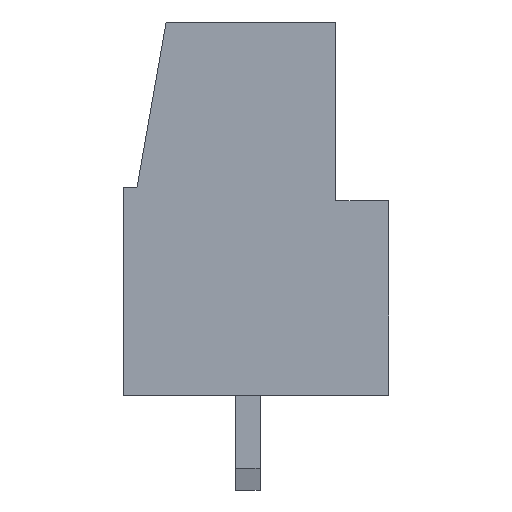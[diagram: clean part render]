
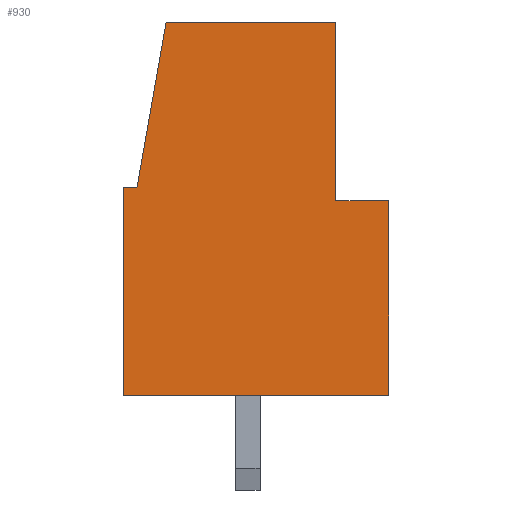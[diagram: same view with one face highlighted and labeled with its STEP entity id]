
A CAD part, left-side view. The second image highlights one B-rep face of the part: STEP entity #930.
In plain terms, the highlighted planar face has unit normal (-1, 0, 0).
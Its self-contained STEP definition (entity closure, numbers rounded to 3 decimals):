
#930 = ADVANCED_FACE( '', ( #1941 ), #1942, .T. );
#1941 = FACE_OUTER_BOUND( '', #3019, .T. );
#1942 = PLANE( '', #3020 );
#3019 = EDGE_LOOP( '', ( #5608, #5609, #5610, #5611, #5612, #5613, #5614, #5615 ) );
#3020 = AXIS2_PLACEMENT_3D( '', #5616, #5617, #5618 );
#5608 = ORIENTED_EDGE( '', *, *, #7496, .T. );
#5609 = ORIENTED_EDGE( '', *, *, #7007, .T. );
#5610 = ORIENTED_EDGE( '', *, *, #6572, .F. );
#5611 = ORIENTED_EDGE( '', *, *, #7115, .T. );
#5612 = ORIENTED_EDGE( '', *, *, #7497, .T. );
#5613 = ORIENTED_EDGE( '', *, *, #7498, .T. );
#5614 = ORIENTED_EDGE( '', *, *, #7499, .T. );
#5615 = ORIENTED_EDGE( '', *, *, #6914, .T. );
#5616 = CARTESIAN_POINT( '', ( -2.5, 0., 0. ) );
#5617 = DIRECTION( '', ( -1., 0., 0. ) );
#5618 = DIRECTION( '', ( 0., 0., 1. ) );
#6572 = EDGE_CURVE( '', #7915, #7917, #7918, .T. );
#6914 = EDGE_CURVE( '', #8492, #8490, #8493, .T. );
#7007 = EDGE_CURVE( '', #8639, #7917, #8640, .T. );
#7115 = EDGE_CURVE( '', #7915, #8795, #8797, .T. );
#7496 = EDGE_CURVE( '', #8490, #8639, #9282, .T. );
#7497 = EDGE_CURVE( '', #8795, #9283, #9284, .T. );
#7498 = EDGE_CURVE( '', #9283, #9285, #9286, .T. );
#7499 = EDGE_CURVE( '', #9285, #8492, #9287, .T. );
#7915 = VERTEX_POINT( '', #9834 );
#7917 = VERTEX_POINT( '', #9837 );
#7918 = LINE( '', #9838, #9839 );
#8490 = VERTEX_POINT( '', #10666 );
#8492 = VERTEX_POINT( '', #10669 );
#8493 = LINE( '', #10670, #10671 );
#8639 = VERTEX_POINT( '', #10883 );
#8640 = LINE( '', #10884, #10885 );
#8795 = VERTEX_POINT( '', #11122 );
#8797 = LINE( '', #11125, #11126 );
#9282 = LINE( '', #11848, #11849 );
#9283 = VERTEX_POINT( '', #11850 );
#9284 = LINE( '', #11851, #11852 );
#9285 = VERTEX_POINT( '', #11853 );
#9286 = LINE( '', #11854, #11855 );
#9287 = LINE( '', #11856, #11857 );
#9834 = CARTESIAN_POINT( '', ( -2.5, -7.85, 7.2 ) );
#9837 = CARTESIAN_POINT( '', ( -2.5, -9.8, 7.2 ) );
#9838 = CARTESIAN_POINT( '', ( -2.5, -7.85, 7.2 ) );
#9839 = VECTOR( '', #12189, 1000. );
#10666 = CARTESIAN_POINT( '', ( -2.5, 0., 0. ) );
#10669 = CARTESIAN_POINT( '', ( -2.5, 0., 7.7 ) );
#10670 = CARTESIAN_POINT( '', ( -2.5, 0., 7.7 ) );
#10671 = VECTOR( '', #12512, 1000. );
#10883 = CARTESIAN_POINT( '', ( -2.5, -9.8, 0. ) );
#10884 = CARTESIAN_POINT( '', ( -2.5, -9.8, 0. ) );
#10885 = VECTOR( '', #12597, 1000. );
#11122 = CARTESIAN_POINT( '', ( -2.5, -7.85, 13.8 ) );
#11125 = CARTESIAN_POINT( '', ( -2.5, -7.85, 7.2 ) );
#11126 = VECTOR( '', #12684, 1000. );
#11848 = CARTESIAN_POINT( '', ( -2.5, 0., 0. ) );
#11849 = VECTOR( '', #12976, 1000. );
#11850 = CARTESIAN_POINT( '', ( -2.5, -1.576, 13.8 ) );
#11851 = CARTESIAN_POINT( '', ( -2.5, -7.85, 13.8 ) );
#11852 = VECTOR( '', #12977, 1000. );
#11853 = CARTESIAN_POINT( '', ( -2.5, -0.5, 7.7 ) );
#11854 = CARTESIAN_POINT( '', ( -2.5, -1.576, 13.8 ) );
#11855 = VECTOR( '', #12978, 1000. );
#11856 = CARTESIAN_POINT( '', ( -2.5, -0.5, 7.7 ) );
#11857 = VECTOR( '', #12979, 1000. );
#12189 = DIRECTION( '', ( 0., -1., 0. ) );
#12512 = DIRECTION( '', ( 0., 0., -1. ) );
#12597 = DIRECTION( '', ( 0., 0., 1. ) );
#12684 = DIRECTION( '', ( 0., 0., 1. ) );
#12976 = DIRECTION( '', ( 0., -1., 0. ) );
#12977 = DIRECTION( '', ( 0., 1., 0. ) );
#12978 = DIRECTION( '', ( 0., 0.174, -0.985 ) );
#12979 = DIRECTION( '', ( 0., 1., 0. ) );
